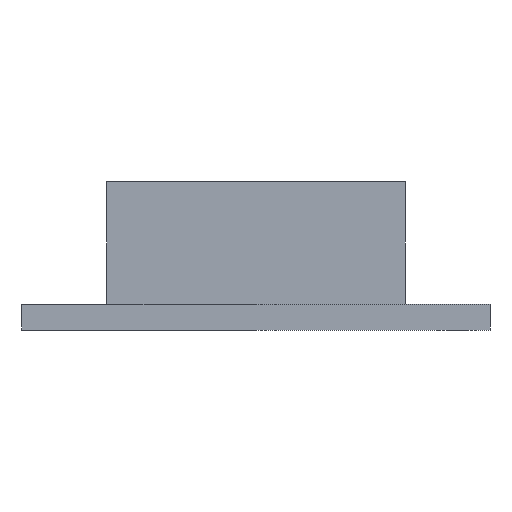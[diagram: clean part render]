
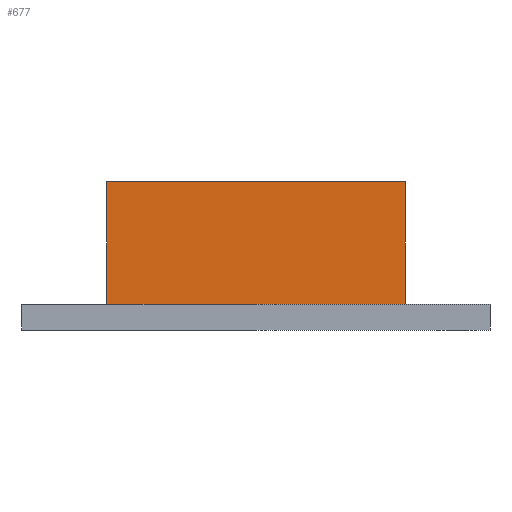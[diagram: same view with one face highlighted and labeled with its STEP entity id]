
A CAD part, left-side view. The second image highlights one B-rep face of the part: STEP entity #677.
In plain terms, the highlighted planar face has unit normal (-1, 0, 0).
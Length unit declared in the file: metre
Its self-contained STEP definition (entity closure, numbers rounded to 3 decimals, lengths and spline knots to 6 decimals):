
#160=ORIENTED_EDGE('',*,*,#255,.F.);
#161=ORIENTED_EDGE('',*,*,#276,.F.);
#162=ORIENTED_EDGE('',*,*,#228,.T.);
#163=ORIENTED_EDGE('',*,*,#277,.T.);
#228=EDGE_CURVE('',#304,#305,#368,.T.);
#255=EDGE_CURVE('',#330,#332,#381,.T.);
#276=EDGE_CURVE('',#304,#330,#392,.T.);
#277=EDGE_CURVE('',#305,#332,#393,.T.);
#304=VERTEX_POINT('',#1212);
#305=VERTEX_POINT('',#1213);
#330=VERTEX_POINT('',#1265);
#332=VERTEX_POINT('',#1268);
#368=LINE('',#1211,#420);
#381=LINE('',#1267,#433);
#392=LINE('',#1320,#444);
#393=LINE('',#1321,#445);
#420=VECTOR('',#1028,1.);
#433=VECTOR('',#1071,1.);
#444=VECTOR('',#1134,1.);
#445=VECTOR('',#1135,1.);
#515=EDGE_LOOP('',(#160,#161,#162,#163));
#583=FACE_BOUND('',#515,.T.);
#609=PLANE('',#981);
#677=ADVANCED_FACE('',(#583),#609,.T.);
#981=AXIS2_PLACEMENT_3D('',#1319,#1132,#1133);
#1028=DIRECTION('',(0.,1.,0.));
#1071=DIRECTION('',(0.,1.,0.));
#1132=DIRECTION('',(-1.,0.,0.));
#1133=DIRECTION('',(0.,0.,1.));
#1134=DIRECTION('',(0.,0.,-1.));
#1135=DIRECTION('',(0.,0.,-1.));
#1211=CARTESIAN_POINT('',(-0.039,0.,0.0114));
#1212=CARTESIAN_POINT('',(-0.039,-0.0115,0.0114));
#1213=CARTESIAN_POINT('',(-0.039,0.0115,0.0114));
#1265=CARTESIAN_POINT('',(-0.039,-0.0115,0.002));
#1267=CARTESIAN_POINT('',(-0.039,0.,0.002));
#1268=CARTESIAN_POINT('',(-0.039,0.0115,0.002));
#1319=CARTESIAN_POINT('',(-0.039,0.,0.0114));
#1320=CARTESIAN_POINT('',(-0.039,-0.0115,0.0114));
#1321=CARTESIAN_POINT('',(-0.039,0.0115,0.0114));
